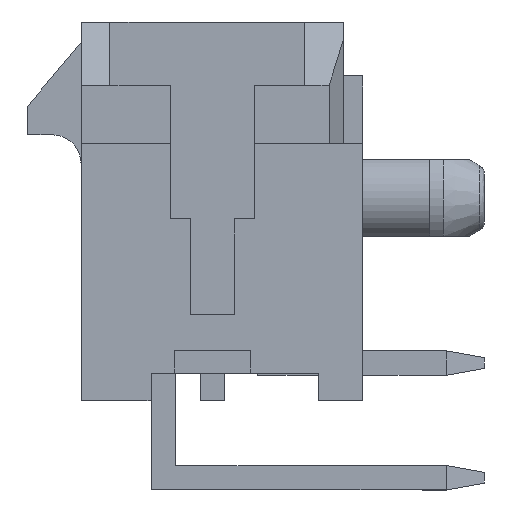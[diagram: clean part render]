
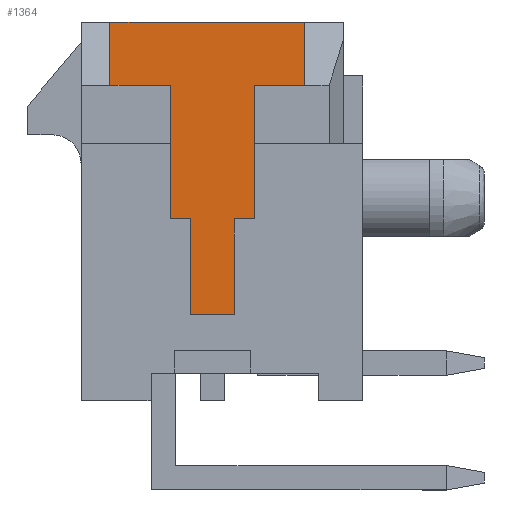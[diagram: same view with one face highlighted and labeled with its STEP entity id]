
A CAD part, left-side view. The second image highlights one B-rep face of the part: STEP entity #1364.
In plain terms, the highlighted planar face has unit normal (-1, 0, 0).
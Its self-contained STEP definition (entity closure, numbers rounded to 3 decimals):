
#1 = DIRECTION ( 'NONE',  ( 0., 0., -1. ) ) ;
#65 = EDGE_CURVE ( 'NONE', #943, #8208, #3577, .T. ) ;
#265 = CARTESIAN_POINT ( 'NONE',  ( -3.44, -1.1, 3.3 ) ) ;
#519 = LINE ( 'NONE', #7615, #7474 ) ;
#549 = DIRECTION ( 'NONE',  ( 0., -1., 0. ) ) ;
#638 = DIRECTION ( 'NONE',  ( 0., 0., -1. ) ) ;
#943 = VERTEX_POINT ( 'NONE', #4458 ) ;
#1237 = ORIENTED_EDGE ( 'NONE', *, *, #8374, .F. ) ;
#1345 = VECTOR ( 'NONE', #6106, 1000. ) ;
#1364 = ADVANCED_FACE ( 'NONE', ( #3415 ), #1546, .F. ) ;
#1441 = DIRECTION ( 'NONE',  ( 0., 0., 1. ) ) ;
#1533 = CARTESIAN_POINT ( 'NONE',  ( -3.44, 1.1, -0.2 ) ) ;
#1546 = PLANE ( 'NONE',  #5422 ) ;
#1651 = CARTESIAN_POINT ( 'NONE',  ( -3.44, 0.575, -0.2 ) ) ;
#1728 = CARTESIAN_POINT ( 'NONE',  ( -3.44, 0.575, -2.8 ) ) ;
#1779 = CARTESIAN_POINT ( 'NONE',  ( -3.44, 1.1, 3.3 ) ) ;
#1787 = VECTOR ( 'NONE', #4561, 1000. ) ;
#1860 = ORIENTED_EDGE ( 'NONE', *, *, #3297, .F. ) ;
#1900 = EDGE_CURVE ( 'NONE', #9187, #8057, #3644, .T. ) ;
#1976 = VECTOR ( 'NONE', #549, 1000. ) ;
#2107 = DIRECTION ( 'NONE',  ( 0., 0., 1. ) ) ;
#2232 = LINE ( 'NONE', #8414, #3438 ) ;
#2344 = ORIENTED_EDGE ( 'NONE', *, *, #4072, .F. ) ;
#2487 = VERTEX_POINT ( 'NONE', #8491 ) ;
#2575 = LINE ( 'NONE', #8074, #1787 ) ;
#2636 = CARTESIAN_POINT ( 'NONE',  ( -3.44, -2.41, 0. ) ) ;
#2742 = VERTEX_POINT ( 'NONE', #1651 ) ;
#2886 = LINE ( 'NONE', #6270, #1976 ) ;
#2953 = DIRECTION ( 'NONE',  ( 0., 0., -1. ) ) ;
#2954 = ORIENTED_EDGE ( 'NONE', *, *, #4325, .F. ) ;
#3055 = VERTEX_POINT ( 'NONE', #6290 ) ;
#3297 = EDGE_CURVE ( 'NONE', #3055, #9187, #8629, .T. ) ;
#3393 = DIRECTION ( 'NONE',  ( 0., 1., 0. ) ) ;
#3415 = FACE_OUTER_BOUND ( 'NONE', #4017, .T. ) ;
#3438 = VECTOR ( 'NONE', #2107, 1000. ) ;
#3489 = ORIENTED_EDGE ( 'NONE', *, *, #7115, .F. ) ;
#3577 = LINE ( 'NONE', #6698, #5389 ) ;
#3644 = LINE ( 'NONE', #4005, #7999 ) ;
#3765 = DIRECTION ( 'NONE',  ( 0., 1., 0. ) ) ;
#3799 = LINE ( 'NONE', #4926, #8266 ) ;
#3901 = VECTOR ( 'NONE', #5710, 1000. ) ;
#3982 = VERTEX_POINT ( 'NONE', #6198 ) ;
#4005 = CARTESIAN_POINT ( 'NONE',  ( -3.44, 2.68, 3.3 ) ) ;
#4017 = EDGE_LOOP ( 'NONE', ( #3489, #6829, #8738, #1237, #2344, #4719, #1860, #6013, #2954, #5852, #6668, #6780 ) ) ;
#4056 = DIRECTION ( 'NONE',  ( 0., 1., 0. ) ) ;
#4072 = EDGE_CURVE ( 'NONE', #8057, #3982, #2232, .T. ) ;
#4270 = LINE ( 'NONE', #5348, #1345 ) ;
#4325 = EDGE_CURVE ( 'NONE', #7840, #2742, #2575, .T. ) ;
#4458 = CARTESIAN_POINT ( 'NONE',  ( -3.44, -2.41, 3.3 ) ) ;
#4520 = VERTEX_POINT ( 'NONE', #5366 ) ;
#4561 = DIRECTION ( 'NONE',  ( 0., 0., 1. ) ) ;
#4597 = CARTESIAN_POINT ( 'NONE',  ( -3.44, -1.1, -0.2 ) ) ;
#4683 = VECTOR ( 'NONE', #2953, 1000. ) ;
#4719 = ORIENTED_EDGE ( 'NONE', *, *, #1900, .F. ) ;
#4778 = EDGE_CURVE ( 'NONE', #8739, #2487, #7703, .T. ) ;
#4926 = CARTESIAN_POINT ( 'NONE',  ( -3.44, -1.1, 3.3 ) ) ;
#5097 = CARTESIAN_POINT ( 'NONE',  ( -3.44, 2.68, 4.95 ) ) ;
#5348 = CARTESIAN_POINT ( 'NONE',  ( -3.44, 2.68, -2.8 ) ) ;
#5366 = CARTESIAN_POINT ( 'NONE',  ( -3.44, -0.575, -2.8 ) ) ;
#5389 = VECTOR ( 'NONE', #3765, 1000. ) ;
#5422 = AXIS2_PLACEMENT_3D ( 'NONE', #5097, #7244, #1 ) ;
#5506 = EDGE_CURVE ( 'NONE', #2742, #3055, #519, .T. ) ;
#5510 = VECTOR ( 'NONE', #1441, 1000. ) ;
#5710 = DIRECTION ( 'NONE',  ( 0., 0., -1. ) ) ;
#5830 = VECTOR ( 'NONE', #8428, 1000. ) ;
#5838 = CARTESIAN_POINT ( 'NONE',  ( -3.44, 2.68, 3.3 ) ) ;
#5852 = ORIENTED_EDGE ( 'NONE', *, *, #6869, .F. ) ;
#6013 = ORIENTED_EDGE ( 'NONE', *, *, #5506, .F. ) ;
#6106 = DIRECTION ( 'NONE',  ( 0., 1., 0. ) ) ;
#6148 = LINE ( 'NONE', #7876, #4683 ) ;
#6198 = CARTESIAN_POINT ( 'NONE',  ( -3.44, 2.68, 4.95 ) ) ;
#6268 = EDGE_CURVE ( 'NONE', #6868, #943, #6939, .T. ) ;
#6270 = CARTESIAN_POINT ( 'NONE',  ( -3.44, 3.435, 4.95 ) ) ;
#6290 = CARTESIAN_POINT ( 'NONE',  ( -3.44, 1.1, -0.2 ) ) ;
#6402 = CARTESIAN_POINT ( 'NONE',  ( -3.44, -1.1, -0.2 ) ) ;
#6668 = ORIENTED_EDGE ( 'NONE', *, *, #8139, .F. ) ;
#6698 = CARTESIAN_POINT ( 'NONE',  ( -3.44, 2.68, 3.3 ) ) ;
#6780 = ORIENTED_EDGE ( 'NONE', *, *, #4778, .F. ) ;
#6829 = ORIENTED_EDGE ( 'NONE', *, *, #65, .F. ) ;
#6868 = VERTEX_POINT ( 'NONE', #8891 ) ;
#6869 = EDGE_CURVE ( 'NONE', #4520, #7840, #4270, .T. ) ;
#6939 = LINE ( 'NONE', #2636, #3901 ) ;
#7115 = EDGE_CURVE ( 'NONE', #8208, #8739, #3799, .T. ) ;
#7244 = DIRECTION ( 'NONE',  ( 1., 0., 0. ) ) ;
#7474 = VECTOR ( 'NONE', #4056, 1000. ) ;
#7615 = CARTESIAN_POINT ( 'NONE',  ( -3.44, 0.575, -0.2 ) ) ;
#7703 = LINE ( 'NONE', #6402, #5830 ) ;
#7840 = VERTEX_POINT ( 'NONE', #1728 ) ;
#7876 = CARTESIAN_POINT ( 'NONE',  ( -3.44, -0.575, -0.2 ) ) ;
#7999 = VECTOR ( 'NONE', #3393, 1000. ) ;
#8057 = VERTEX_POINT ( 'NONE', #5838 ) ;
#8074 = CARTESIAN_POINT ( 'NONE',  ( -3.44, 0.575, -2.7 ) ) ;
#8139 = EDGE_CURVE ( 'NONE', #2487, #4520, #6148, .T. ) ;
#8208 = VERTEX_POINT ( 'NONE', #265 ) ;
#8266 = VECTOR ( 'NONE', #638, 1000. ) ;
#8374 = EDGE_CURVE ( 'NONE', #3982, #6868, #2886, .T. ) ;
#8414 = CARTESIAN_POINT ( 'NONE',  ( -3.44, 2.68, 4.95 ) ) ;
#8428 = DIRECTION ( 'NONE',  ( 0., 1., 0. ) ) ;
#8491 = CARTESIAN_POINT ( 'NONE',  ( -3.44, -0.575, -0.2 ) ) ;
#8629 = LINE ( 'NONE', #1533, #5510 ) ;
#8738 = ORIENTED_EDGE ( 'NONE', *, *, #6268, .F. ) ;
#8739 = VERTEX_POINT ( 'NONE', #4597 ) ;
#8891 = CARTESIAN_POINT ( 'NONE',  ( -3.44, -2.41, 4.95 ) ) ;
#9187 = VERTEX_POINT ( 'NONE', #1779 ) ;
